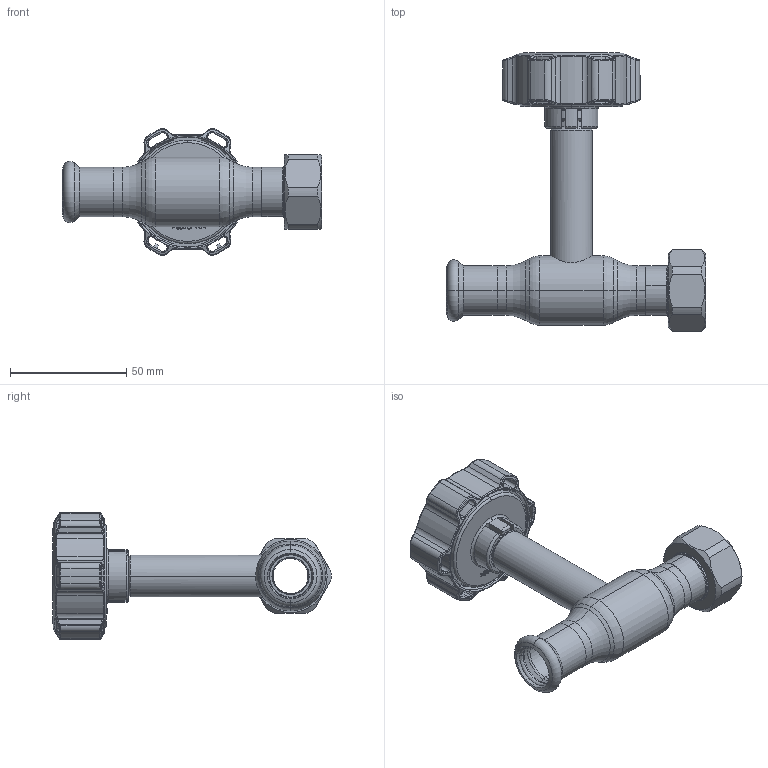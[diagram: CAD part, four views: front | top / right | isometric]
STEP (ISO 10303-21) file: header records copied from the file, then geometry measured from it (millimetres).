
FILE_DESCRIPTION (( 'STEP AP214' ), '1' );
FILE_NAME ('1015001401-1200.step', '2024-01-16T11:01:38', ( '' ), ( '' ), 'SwSTEP 2.0', 'SolidWorks 2021', '' );
FILE_SCHEMA (( 'AUTOMOTIVE_DESIGN' ));
Length unit declared in the file: millimetre
Products named in the file (1): 1015001401-1200
Bounding box: 111.5 x 119.79 x 54.57 mm (x, y, z)
Surface area: 32132.3 mm2 (no closed solid volume)
Topology: 0 solids, 13 shells, 546 faces, 1600 edges, 1036 vertices
Faces by surface type: bspline 172, cylinder 140, plane 93, torus 79, cone 62
Entity records: 33646 total; most frequent: CARTESIAN_POINT 14794, ORIENTED_EDGE 2825, DIRECTION 2283, EDGE_CURVE 1598, VERTEX_POINT 1036, AXIS2_PLACEMENT_3D 920, EDGE_LOOP 581, B_SPLINE_CURVE_WITH_KNOTS 580
